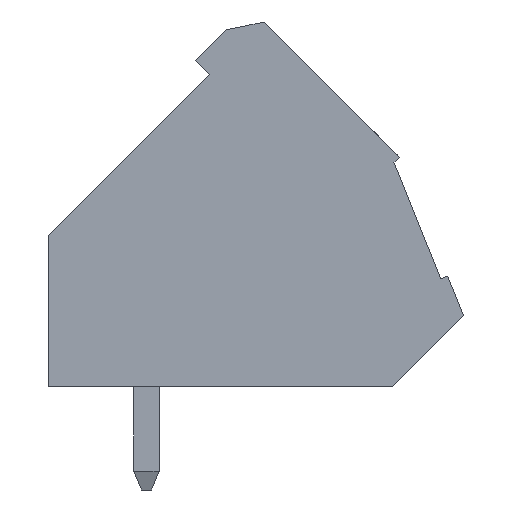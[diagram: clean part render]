
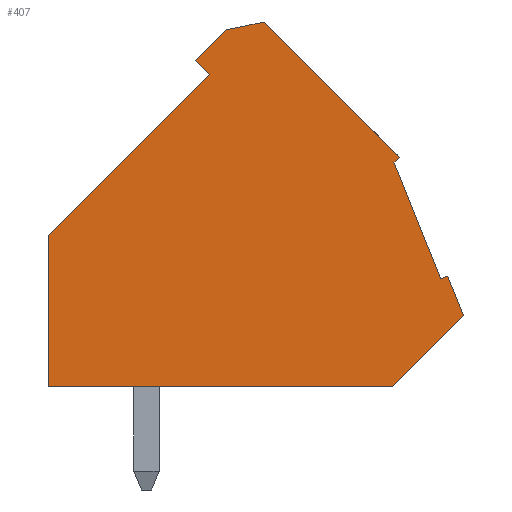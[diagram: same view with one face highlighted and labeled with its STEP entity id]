
A CAD part, left-side view. The second image highlights one B-rep face of the part: STEP entity #407.
In plain terms, the highlighted planar face has unit normal (-1, 0, 0).
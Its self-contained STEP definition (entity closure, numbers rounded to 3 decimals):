
#407 = ADVANCED_FACE( '', ( #863 ), #864, .F. );
#863 = FACE_OUTER_BOUND( '', #1381, .T. );
#864 = PLANE( '', #1382 );
#1381 = EDGE_LOOP( '', ( #2407, #2408, #2409, #2410, #2411, #2412, #2413, #2414, #2415, #2416, #2417, #2418 ) );
#1382 = AXIS2_PLACEMENT_3D( '', #2419, #2420, #2421 );
#2407 = ORIENTED_EDGE( '', *, *, #3250, .F. );
#2408 = ORIENTED_EDGE( '', *, *, #3445, .F. );
#2409 = ORIENTED_EDGE( '', *, *, #3351, .F. );
#2410 = ORIENTED_EDGE( '', *, *, #3629, .F. );
#2411 = ORIENTED_EDGE( '', *, *, #3583, .F. );
#2412 = ORIENTED_EDGE( '', *, *, #3270, .F. );
#2413 = ORIENTED_EDGE( '', *, *, #3592, .F. );
#2414 = ORIENTED_EDGE( '', *, *, #3630, .F. );
#2415 = ORIENTED_EDGE( '', *, *, #3631, .F. );
#2416 = ORIENTED_EDGE( '', *, *, #3632, .F. );
#2417 = ORIENTED_EDGE( '', *, *, #3633, .F. );
#2418 = ORIENTED_EDGE( '', *, *, #3452, .F. );
#2419 = CARTESIAN_POINT( '', ( -8.32, 0., 0. ) );
#2420 = DIRECTION( '', ( 1., 0., 0. ) );
#2421 = DIRECTION( '', ( 0., 0., -1. ) );
#3250 = EDGE_CURVE( '', #3898, #3900, #3901, .T. );
#3270 = EDGE_CURVE( '', #3934, #3935, #3936, .T. );
#3351 = EDGE_CURVE( '', #4079, #4080, #4081, .T. );
#3445 = EDGE_CURVE( '', #4080, #3898, #4237, .T. );
#3452 = EDGE_CURVE( '', #3900, #4247, #4248, .T. );
#3583 = EDGE_CURVE( '', #3935, #4444, #4445, .T. );
#3592 = EDGE_CURVE( '', #4456, #3934, #4458, .T. );
#3629 = EDGE_CURVE( '', #4444, #4079, #4506, .T. );
#3630 = EDGE_CURVE( '', #4507, #4456, #4508, .T. );
#3631 = EDGE_CURVE( '', #4509, #4507, #4510, .T. );
#3632 = EDGE_CURVE( '', #4511, #4509, #4512, .T. );
#3633 = EDGE_CURVE( '', #4247, #4511, #4513, .T. );
#3898 = VERTEX_POINT( '', #4843 );
#3900 = VERTEX_POINT( '', #4846 );
#3901 = LINE( '', #4847, #4848 );
#3934 = VERTEX_POINT( '', #4896 );
#3935 = VERTEX_POINT( '', #4897 );
#3936 = LINE( '', #4898, #4899 );
#4079 = VERTEX_POINT( '', #5114 );
#4080 = VERTEX_POINT( '', #5115 );
#4081 = LINE( '', #5116, #5117 );
#4237 = LINE( '', #5352, #5353 );
#4247 = VERTEX_POINT( '', #5367 );
#4248 = LINE( '', #5368, #5369 );
#4444 = VERTEX_POINT( '', #5659 );
#4445 = LINE( '', #5660, #5661 );
#4456 = VERTEX_POINT( '', #5677 );
#4458 = LINE( '', #5680, #5681 );
#4506 = LINE( '', #5752, #5753 );
#4507 = VERTEX_POINT( '', #5754 );
#4508 = LINE( '', #5755, #5756 );
#4509 = VERTEX_POINT( '', #5757 );
#4510 = LINE( '', #5758, #5759 );
#4511 = VERTEX_POINT( '', #5760 );
#4512 = LINE( '', #5761, #5762 );
#4513 = LINE( '', #5763, #5764 );
#4843 = CARTESIAN_POINT( '', ( -8.32, -9.664, -0.172 ) );
#4846 = CARTESIAN_POINT( '', ( -8.32, -6.836, -3. ) );
#4847 = CARTESIAN_POINT( '', ( -8.32, -9.664, -0.172 ) );
#4848 = VECTOR( '', #6156, 1000. );
#4896 = CARTESIAN_POINT( '', ( -8.32, -1.735, 11.5 ) );
#4897 = CARTESIAN_POINT( '', ( -8.32, -7.109, 6.126 ) );
#4898 = CARTESIAN_POINT( '', ( -8.32, -1.735, 11.5 ) );
#4899 = VECTOR( '', #6175, 1000. );
#5114 = CARTESIAN_POINT( '', ( -8.32, -8.752, 1.294 ) );
#5115 = CARTESIAN_POINT( '', ( -8.32, -9.031, 1.406 ) );
#5116 = CARTESIAN_POINT( '', ( -8.32, -8.752, 1.294 ) );
#5117 = VECTOR( '', #6257, 1000. );
#5352 = CARTESIAN_POINT( '', ( -8.32, -9.031, 1.406 ) );
#5353 = VECTOR( '', #6352, 1000. );
#5367 = CARTESIAN_POINT( '', ( -8.32, 6.836, -3. ) );
#5368 = CARTESIAN_POINT( '', ( -8.32, -6.836, -3. ) );
#5369 = VECTOR( '', #6357, 1000. );
#5659 = CARTESIAN_POINT( '', ( -8.32, -6.897, 5.914 ) );
#5660 = CARTESIAN_POINT( '', ( -8.32, -7.109, 6.126 ) );
#5661 = VECTOR( '', #6476, 1000. );
#5677 = CARTESIAN_POINT( '', ( -8.32, -0.215, 11.182 ) );
#5680 = CARTESIAN_POINT( '', ( -8.32, -0.215, 11.182 ) );
#5681 = VECTOR( '', #6483, 1000. );
#5752 = CARTESIAN_POINT( '', ( -8.32, -6.897, 5.914 ) );
#5753 = VECTOR( '', #6510, 1000. );
#5754 = CARTESIAN_POINT( '', ( -8.32, 0.987, 9.98 ) );
#5755 = CARTESIAN_POINT( '', ( -8.32, 0.987, 9.98 ) );
#5756 = VECTOR( '', #6511, 1000. );
#5757 = CARTESIAN_POINT( '', ( -8.32, 0.422, 9.414 ) );
#5758 = CARTESIAN_POINT( '', ( -8.32, 0.422, 9.414 ) );
#5759 = VECTOR( '', #6512, 1000. );
#5760 = CARTESIAN_POINT( '', ( -8.32, 6.836, 3. ) );
#5761 = CARTESIAN_POINT( '', ( -8.32, 6.836, 3. ) );
#5762 = VECTOR( '', #6513, 1000. );
#5763 = CARTESIAN_POINT( '', ( -8.32, 6.836, -3. ) );
#5764 = VECTOR( '', #6514, 1000. );
#6156 = DIRECTION( '', ( 0., 0.707, -0.707 ) );
#6175 = DIRECTION( '', ( 0., -0.707, -0.707 ) );
#6257 = DIRECTION( '', ( 0., -0.928, 0.373 ) );
#6352 = DIRECTION( '', ( 0., -0.373, -0.928 ) );
#6357 = DIRECTION( '', ( 0., 1., 0. ) );
#6476 = DIRECTION( '', ( 0., 0.707, -0.707 ) );
#6483 = DIRECTION( '', ( 0., -0.979, 0.205 ) );
#6510 = DIRECTION( '', ( 0., -0.373, -0.928 ) );
#6511 = DIRECTION( '', ( 0., -0.707, 0.707 ) );
#6512 = DIRECTION( '', ( 0., 0.707, 0.707 ) );
#6513 = DIRECTION( '', ( 0., -0.707, 0.707 ) );
#6514 = DIRECTION( '', ( 0., 0., 1. ) );
